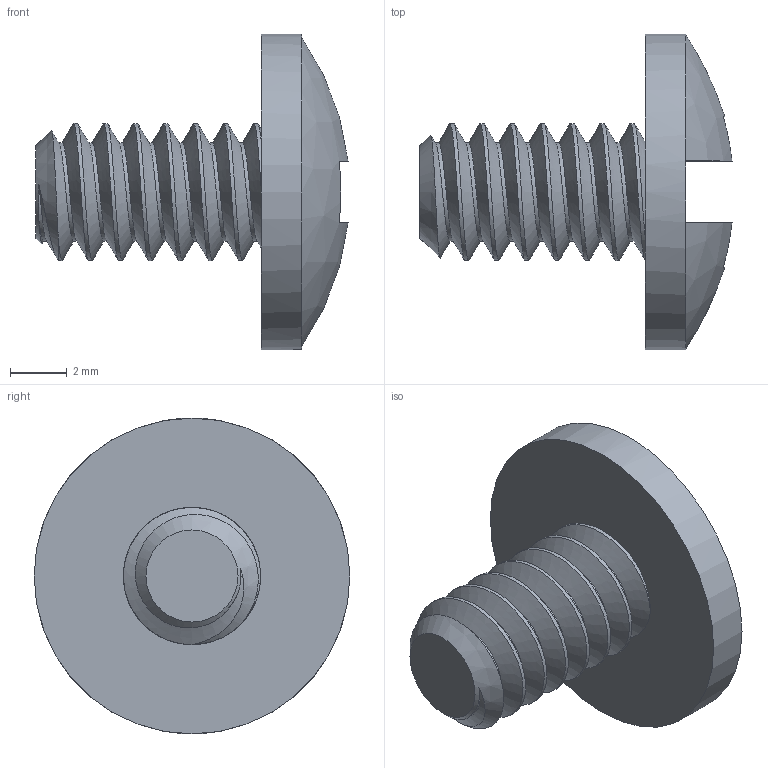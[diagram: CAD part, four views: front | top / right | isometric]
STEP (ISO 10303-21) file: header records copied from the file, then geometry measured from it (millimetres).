
FILE_DESCRIPTION(/* description */ (''),/* implementation_level */ '2;1');
FILE_NAME(/* name */ 'GE-17060-02_2.stp',/* time_stamp */ '2017-01-08T13:24:59-05:00',/* author */ ('jeff1'),/* organization */ (''),/* preprocessor_version */ 'ST-DEVELOPER v16.5',/* originating_system */ 'Autodesk Inventor 2017',/* authorisation */ '');
FILE_SCHEMA (('AUTOMOTIVE_DESIGN { 1 0 10303 214 3 1 1 }'));
Length unit declared in the file: inch
Products named in the file (1): GE-17060-02_2
Bounding box: 10.99 x 11.11 x 11.11 mm (x, y, z)
Volume: 279.8 mm3; surface area: 468.6 mm2
Topology: 1 solids, 1 shells, 35 faces, 80 edges, 48 vertices
Faces by surface type: plane 27, bspline 3, cylinder 2, sphere 2, cone 1
Full cylindrical faces by diameter (mm): 11.112 x1
Entity records: 5752 total; most frequent: CARTESIAN_POINT 4966, ORIENTED_EDGE 154, DIRECTION 150, EDGE_CURVE 77, AXIS2_PLACEMENT_3D 51, LINE 48, VECTOR 48, VERTEX_POINT 47
